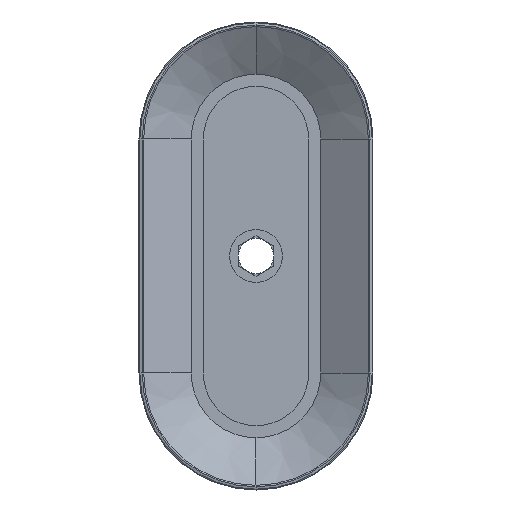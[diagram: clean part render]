
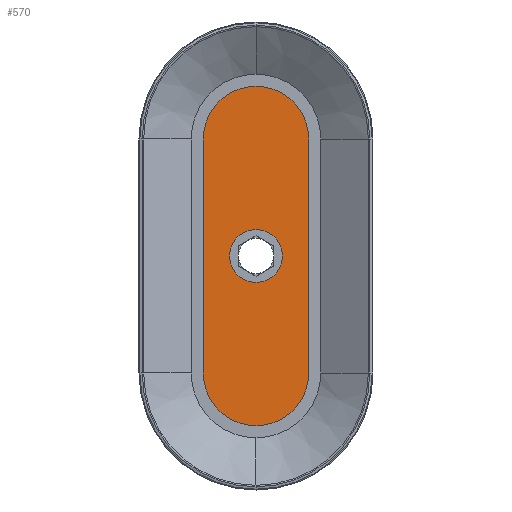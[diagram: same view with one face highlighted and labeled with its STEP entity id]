
A CAD part, front view. The second image highlights one B-rep face of the part: STEP entity #570.
In plain terms, the highlighted planar face has unit normal (0, -1, 0).
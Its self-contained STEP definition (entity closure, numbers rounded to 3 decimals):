
#570=ADVANCED_FACE('',(#1281,#1282),#1283,.F.);
#1281=FACE_BOUND('',#2143,.T.);
#1282=FACE_OUTER_BOUND('',#2144,.T.);
#1283=PLANE('',#2145);
#2143=EDGE_LOOP('',(#5035,#5036));
#2144=EDGE_LOOP('',(#5037,#5038,#5039,#5040,#5041,#5042));
#2145=AXIS2_PLACEMENT_3D('',#5043,#5044,#5045);
#5035=ORIENTED_EDGE('',*,*,#6718,.F.);
#5036=ORIENTED_EDGE('',*,*,#6380,.F.);
#5037=ORIENTED_EDGE('',*,*,#6719,.T.);
#5038=ORIENTED_EDGE('',*,*,#6610,.F.);
#5039=ORIENTED_EDGE('',*,*,#6282,.F.);
#5040=ORIENTED_EDGE('',*,*,#6662,.F.);
#5041=ORIENTED_EDGE('',*,*,#6715,.F.);
#5042=ORIENTED_EDGE('',*,*,#6396,.F.);
#5043=CARTESIAN_POINT('',(-0.05,9.0,20.0));
#5044=DIRECTION('',(0.,1.0,0.));
#5045=DIRECTION('',(-1.0,0.,0.0));
#6282=EDGE_CURVE('',#7205,#7201,#7207,.T.);
#6380=EDGE_CURVE('',#7366,#7368,#7369,.T.);
#6396=EDGE_CURVE('',#7393,#7394,#7395,.T.);
#6610=EDGE_CURVE('',#7201,#7714,#7715,.T.);
#6662=EDGE_CURVE('',#7774,#7205,#7776,.T.);
#6715=EDGE_CURVE('',#7394,#7774,#7838,.T.);
#6718=EDGE_CURVE('',#7368,#7366,#7841,.T.);
#6719=EDGE_CURVE('',#7393,#7714,#7842,.T.);
#7201=VERTEX_POINT('',#8453);
#7205=VERTEX_POINT('',#8458);
#7207=CIRCLE('',#8461,9.0);
#7366=VERTEX_POINT('',#8660);
#7368=VERTEX_POINT('',#8663);
#7369=CIRCLE('',#8664,4.5);
#7393=VERTEX_POINT('',#8695);
#7394=VERTEX_POINT('',#8696);
#7395=CIRCLE('',#8697,9.0);
#7714=VERTEX_POINT('',#9349);
#7715=CIRCLE('',#9350,9.0);
#7774=VERTEX_POINT('',#9433);
#7776=LINE('',#9436,#9437);
#7838=CIRCLE('',#9523,9.0);
#7841=CIRCLE('',#9526,4.5);
#7842=LINE('',#9527,#9528);
#8453=CARTESIAN_POINT('',(0.,9.0,-29.0));
#8458=CARTESIAN_POINT('',(9.,9.0,-20.));
#8461=AXIS2_PLACEMENT_3D('',#10742,#10743,#10744);
#8660=CARTESIAN_POINT('',(-4.5,9.0,0.));
#8663=CARTESIAN_POINT('',(4.5,9.0,0.));
#8664=AXIS2_PLACEMENT_3D('',#10910,#10911,#10912);
#8695=CARTESIAN_POINT('',(-9.0,9.0,20.0));
#8696=CARTESIAN_POINT('',(0.,9.0,29.0));
#8697=AXIS2_PLACEMENT_3D('',#10932,#10933,#10934);
#9349=CARTESIAN_POINT('',(-9.0,9.0,-20.));
#9350=AXIS2_PLACEMENT_3D('',#11226,#11227,#11228);
#9433=CARTESIAN_POINT('',(9.0,9.0,20.));
#9436=CARTESIAN_POINT('',(9.0,9.0,20.));
#9437=VECTOR('',#11272,1000.0);
#9523=AXIS2_PLACEMENT_3D('',#11331,#11332,#11333);
#9526=AXIS2_PLACEMENT_3D('',#11337,#11338,#11339);
#9527=CARTESIAN_POINT('',(-9.0,9.0,20.0));
#9528=VECTOR('',#11340,1000.0);
#10742=CARTESIAN_POINT('',(0.,9.0,-20.0));
#10743=DIRECTION('',(0.0,1.0,0.0));
#10744=DIRECTION('',(0.0,0.0,1.0));
#10910=CARTESIAN_POINT('',(0.,9.0,0.));
#10911=DIRECTION('',(0.,-1.0,0.));
#10912=DIRECTION('',(1.0,0.,0.));
#10932=CARTESIAN_POINT('',(0.,9.0,20.0));
#10933=DIRECTION('',(0.0,1.0,0.0));
#10934=DIRECTION('',(0.0,0.0,1.0));
#11226=CARTESIAN_POINT('',(0.,9.0,-20.0));
#11227=DIRECTION('',(0.0,1.0,0.0));
#11228=DIRECTION('',(0.0,0.0,1.0));
#11272=DIRECTION('',(0.,0.0,-1.0));
#11331=CARTESIAN_POINT('',(0.,9.0,20.0));
#11332=DIRECTION('',(0.0,1.0,0.0));
#11333=DIRECTION('',(0.0,0.0,1.0));
#11337=CARTESIAN_POINT('',(0.,9.0,0.));
#11338=DIRECTION('',(0.,-1.0,0.));
#11339=DIRECTION('',(1.0,0.,0.));
#11340=DIRECTION('',(0.,-0.0,-1.0));
